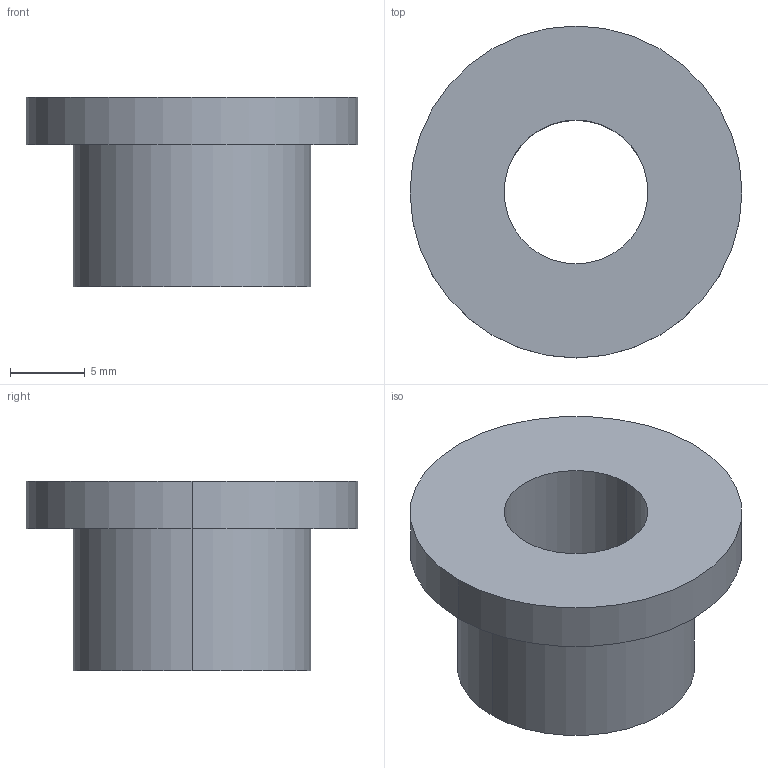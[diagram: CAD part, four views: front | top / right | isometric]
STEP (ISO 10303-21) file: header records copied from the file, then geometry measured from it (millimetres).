
FILE_DESCRIPTION((''),'2;1');
FILE_NAME('bushing-fbp-6-8.stp','2001-12-27T20:36:25',('Administrator'),(''),'Autodesk Inventor (tm) 3.0','Autodesk Inventor (tm) 3.0','');
FILE_SCHEMA(('CONFIG_CONTROL_DESIGN'));
Length unit declared in the file: inch
Products named in the file (1): bushing-fbp-6-8
Bounding box: 22.23 x 22.23 x 12.7 mm (x, y, z)
Volume: 2198.7 mm3; surface area: 1711.9 mm2
Topology: 1 solids, 1 shells, 9 faces, 18 edges, 12 vertices
Faces by surface type: cylinder 6, plane 3
Entity records: 345 total; most frequent: DIRECTION 50, CARTESIAN_POINT 40, ORIENTED_EDGE 36, AXIS2_PLACEMENT_3D 22, EDGE_CURVE 18, VERTEX_POINT 12, CIRCLE 12, EDGE_LOOP 12
